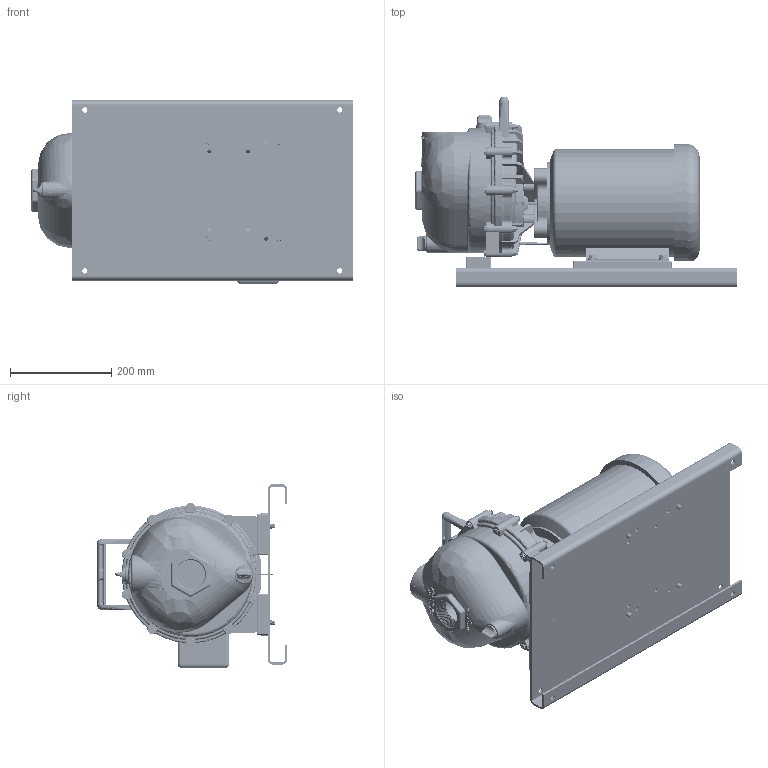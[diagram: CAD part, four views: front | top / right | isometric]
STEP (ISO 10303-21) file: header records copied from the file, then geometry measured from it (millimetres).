
FILE_DESCRIPTION(/* description */ (''),/* implementation_level */ '2;1');
FILE_NAME(/* name */ '234PPE51V.stp',/* time_stamp */ '2019-08-13T10:40:14-04:00',/* author */ ('MJC'),/* organization */ (''),/* preprocessor_version */ 'ST-DEVELOPER v17.2',/* originating_system */ 'Autodesk Inventor 2019',/* authorisation */ '');
FILE_SCHEMA (('AUTOMOTIVE_DESIGN { 1 0 10303 214 3 1 1 }'));
Products named in the file (33): 234PPE51V; 12703A; 12046; 12046X; I516018072; 12712AVP; X12712A; 12777; UV15163V; BEM51-182CZ; 12702A; 12733V; 12733V_1; 12710V; 17029; 12717V; 12705V; 12900; 12725; 12719AV; 12754V; 12720; V07018; V07019; 12775A; 12902A; 12765A; 12772; 12901; A204V; 17701; 17704; V20018
Assembly tree (88 placements, depth 3):
  234PPE51V
    12703A
    12046
      12046X
      I516018072  x4
    12712AVP
      X12712A
      12777  x2
      UV15163V  x2
    BEM51-182CZ
    12702A
    12733V
      12733V_1
      12710V
    17029  x4
    12717V  x4
    12705V
    12900
    12725  x2
    12719AV
    12754V
    12720  x10
    V07018  x10
    V07019  x10
    12775A
    12902A
    12765A
    12772
    12901  x4
    A204V
    17701
    17704  x8
    V20018  x8
Bounding box: 633.48 x 375.44 x 361.7 mm (x, y, z)
Volume: 16481620.7 mm3; surface area: 2151701.3 mm2
Topology: 107 solids, 107 shells, 11146 faces, 29769 edges, 19011 vertices
Faces by surface type: cylinder 3221, plane 3002, cone 2501, bspline 1554, torus 837, sphere 31
Full cylindrical faces by diameter (mm): 2.87 x2, 2.921 x2, 3.505 x14, 4.572 x1, 4.826 x2, 4.877 x6, 5.207 x2, 5.588 x7, 6.35 x430, 6.401 x4, 6.65 x26, 6.782 x1, 6.858 x20, 7.798 x16, 7.938 x4, 8.731 x4, 9.128 x4, 9.398 x4, 9.525 x2, 9.652 x4, 10.185 x4, 10.319 x4, 10.414 x14, 11.1 x1, 11.112 x3, 11.151 x4, 11.906 x4, 12.7 x6, 13.208 x10, 17.399 x1
Entity records: 242990 total; most frequent: CARTESIAN_POINT 106222, ORIENTED_EDGE 30628, DIRECTION 25449, EDGE_CURVE 15314, VERTEX_POINT 9879, AXIS2_PLACEMENT_3D 9523, LINE 6403, VECTOR 6403
